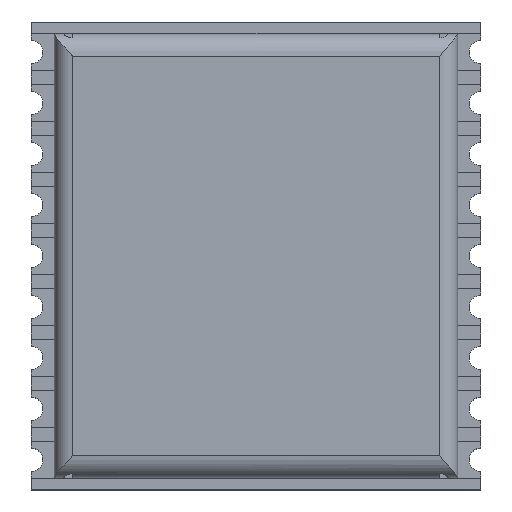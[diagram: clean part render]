
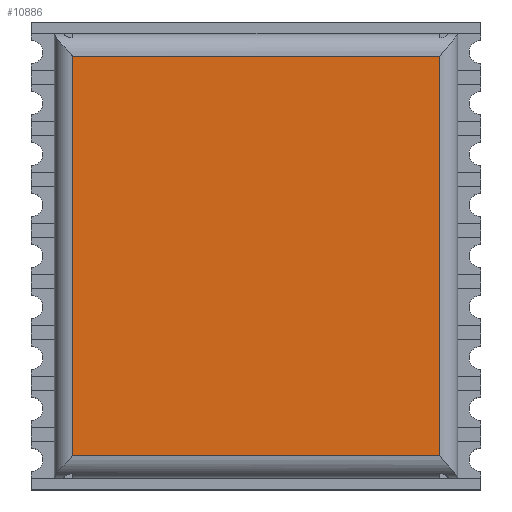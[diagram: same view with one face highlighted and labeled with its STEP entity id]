
A CAD part, top view. The second image highlights one B-rep face of the part: STEP entity #10886.
In plain terms, the highlighted planar face has unit normal (0, 0, 1).
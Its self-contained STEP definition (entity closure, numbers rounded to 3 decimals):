
#247 = ORIENTED_EDGE ( 'NONE', *, *, #1325, .T. ) ;
#639 = EDGE_CURVE ( 'NONE', #4137, #11645, #17294, .T. ) ;
#663 = ORIENTED_EDGE ( 'NONE', *, *, #13950, .T. ) ;
#708 = DIRECTION ( 'NONE',  ( 1., 0., 0. ) ) ;
#736 = CARTESIAN_POINT ( 'NONE',  ( -3.95, 4.8, 2.4 ) ) ;
#1325 = EDGE_CURVE ( 'NONE', #20408, #17158, #22970, .T. ) ;
#1411 = EDGE_CURVE ( 'NONE', #20322, #10541, #12924, .T. ) ;
#2254 = VECTOR ( 'NONE', #5935, 1000. ) ;
#2285 = CARTESIAN_POINT ( 'NONE',  ( -3.95, 4.3, 2.4 ) ) ;
#2479 = CARTESIAN_POINT ( 'NONE',  ( 3.95, -4.3, 2.4 ) ) ;
#2726 = ORIENTED_EDGE ( 'NONE', *, *, #1411, .T. ) ;
#2731 = CARTESIAN_POINT ( 'NONE',  ( 3.95, 4.8, 2.4 ) ) ;
#3007 = ORIENTED_EDGE ( 'NONE', *, *, #14125, .T. ) ;
#3447 = LINE ( 'NONE', #2479, #8080 ) ;
#3658 = CARTESIAN_POINT ( 'NONE',  ( -3.95, 4.3, 2.4 ) ) ;
#3957 = DIRECTION ( 'NONE',  ( 1., 0., 0. ) ) ;
#4106 = VECTOR ( 'NONE', #4278, 1000. ) ;
#4137 = VERTEX_POINT ( 'NONE', #21188 ) ;
#4278 = DIRECTION ( 'NONE',  ( 0., -1., 0. ) ) ;
#5428 = DIRECTION ( 'NONE',  ( -1., 0., 0. ) ) ;
#5726 = CARTESIAN_POINT ( 'NONE',  ( 3.95, -4.3, 2.4 ) ) ;
#5935 = DIRECTION ( 'NONE',  ( -1., 0., 0. ) ) ;
#6311 = EDGE_CURVE ( 'NONE', #11645, #20322, #3447, .T. ) ;
#6375 = EDGE_LOOP ( 'NONE', ( #9831, #663, #10226, #247, #3007, #21099, #19963, #2726 ) ) ;
#6543 = VERTEX_POINT ( 'NONE', #13828 ) ;
#6874 = LINE ( 'NONE', #2285, #2254 ) ;
#7250 = LINE ( 'NONE', #5726, #20908 ) ;
#7818 = VECTOR ( 'NONE', #8873, 1000. ) ;
#8080 = VECTOR ( 'NONE', #14793, 1000. ) ;
#8378 = CARTESIAN_POINT ( 'NONE',  ( 3.95, -4.3, 2.4 ) ) ;
#8873 = DIRECTION ( 'NONE',  ( 1., 0., 0. ) ) ;
#9831 = ORIENTED_EDGE ( 'NONE', *, *, #11435, .T. ) ;
#10226 = ORIENTED_EDGE ( 'NONE', *, *, #10466, .T. ) ;
#10466 = EDGE_CURVE ( 'NONE', #6543, #20408, #18964, .T. ) ;
#10541 = VERTEX_POINT ( 'NONE', #13898 ) ;
#10633 = VERTEX_POINT ( 'NONE', #17562 ) ;
#10886 = ADVANCED_FACE ( 'NONE', ( #20018 ), #12816, .T. ) ;
#11186 = DIRECTION ( 'NONE',  ( 0., 0., 1. ) ) ;
#11435 = EDGE_CURVE ( 'NONE', #10541, #10633, #6874, .T. ) ;
#11645 = VERTEX_POINT ( 'NONE', #15906 ) ;
#11817 = VECTOR ( 'NONE', #16846, 1000. ) ;
#12816 = PLANE ( 'NONE',  #17608 ) ;
#12924 = LINE ( 'NONE', #2731, #11817 ) ;
#13828 = CARTESIAN_POINT ( 'NONE',  ( -3.949, 4.3, 2.4 ) ) ;
#13898 = CARTESIAN_POINT ( 'NONE',  ( 3.95, 4.3, 2.4 ) ) ;
#13950 = EDGE_CURVE ( 'NONE', #10633, #6543, #14766, .T. ) ;
#14125 = EDGE_CURVE ( 'NONE', #17158, #4137, #7250, .T. ) ;
#14210 = VECTOR ( 'NONE', #5428, 1000. ) ;
#14766 = LINE ( 'NONE', #3658, #14210 ) ;
#14793 = DIRECTION ( 'NONE',  ( 1., 0., 0. ) ) ;
#15376 = CARTESIAN_POINT ( 'NONE',  ( -3.95, 4.3, 2.4 ) ) ;
#15906 = CARTESIAN_POINT ( 'NONE',  ( 3.949, -4.3, 2.4 ) ) ;
#16846 = DIRECTION ( 'NONE',  ( 0., 1., 0. ) ) ;
#17158 = VERTEX_POINT ( 'NONE', #22059 ) ;
#17294 = LINE ( 'NONE', #17919, #7818 ) ;
#17562 = CARTESIAN_POINT ( 'NONE',  ( 3.949, 4.3, 2.4 ) ) ;
#17608 = AXIS2_PLACEMENT_3D ( 'NONE', #21852, #11186, #708 ) ;
#17919 = CARTESIAN_POINT ( 'NONE',  ( 3.95, -4.3, 2.4 ) ) ;
#18386 = VECTOR ( 'NONE', #20765, 1000. ) ;
#18964 = LINE ( 'NONE', #15376, #18386 ) ;
#19963 = ORIENTED_EDGE ( 'NONE', *, *, #6311, .T. ) ;
#20018 = FACE_OUTER_BOUND ( 'NONE', #6375, .T. ) ;
#20322 = VERTEX_POINT ( 'NONE', #8378 ) ;
#20408 = VERTEX_POINT ( 'NONE', #21177 ) ;
#20765 = DIRECTION ( 'NONE',  ( -1., 0., 0. ) ) ;
#20908 = VECTOR ( 'NONE', #3957, 1000. ) ;
#21099 = ORIENTED_EDGE ( 'NONE', *, *, #639, .T. ) ;
#21177 = CARTESIAN_POINT ( 'NONE',  ( -3.95, 4.3, 2.4 ) ) ;
#21188 = CARTESIAN_POINT ( 'NONE',  ( -3.949, -4.3, 2.4 ) ) ;
#21852 = CARTESIAN_POINT ( 'NONE',  ( 0., 0., 2.4 ) ) ;
#22059 = CARTESIAN_POINT ( 'NONE',  ( -3.95, -4.3, 2.4 ) ) ;
#22970 = LINE ( 'NONE', #736, #4106 ) ;
